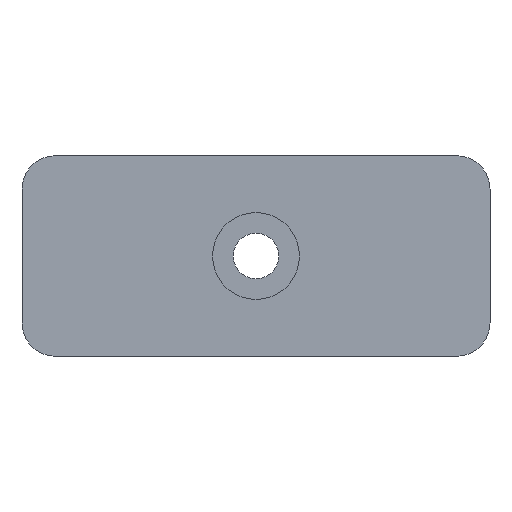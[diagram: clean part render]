
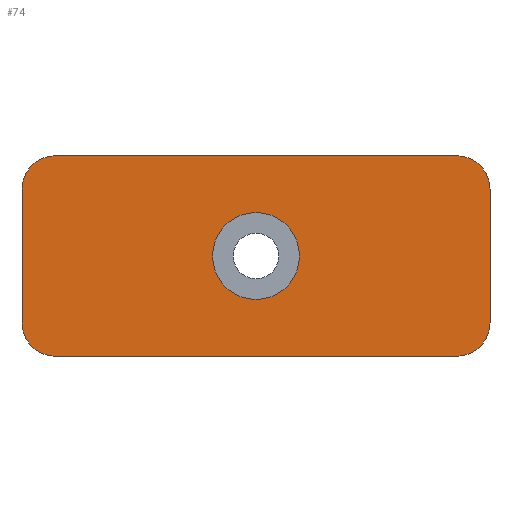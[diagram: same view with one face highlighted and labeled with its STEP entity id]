
A CAD part, front view. The second image highlights one B-rep face of the part: STEP entity #74.
In plain terms, the highlighted planar face has unit normal (0, -1, 0).
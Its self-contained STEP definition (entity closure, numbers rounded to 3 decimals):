
#1 = DIRECTION ( 'NONE',  ( 0., -1., 0. ) ) ;
#4 = VECTOR ( 'NONE', #78, 1000. ) ;
#7 = ORIENTED_EDGE ( 'NONE', *, *, #325, .T. ) ;
#8 = CARTESIAN_POINT ( 'NONE',  ( 0., 0., 0. ) ) ;
#13 = ORIENTED_EDGE ( 'NONE', *, *, #257, .F. ) ;
#24 = CIRCLE ( 'NONE', #453, 2.5 ) ;
#26 = CARTESIAN_POINT ( 'NONE',  ( 2.5, 0., -2.5 ) ) ;
#33 = DIRECTION ( 'NONE',  ( 0., 0., -1. ) ) ;
#37 = LINE ( 'NONE', #400, #4 ) ;
#41 = CARTESIAN_POINT ( 'NONE',  ( 2.5, 0., 0. ) ) ;
#42 = EDGE_CURVE ( 'NONE', #513, #344, #307, .T. ) ;
#43 = CARTESIAN_POINT ( 'NONE',  ( 0., 0., -12.5 ) ) ;
#47 = AXIS2_PLACEMENT_3D ( 'NONE', #500, #203, #248 ) ;
#54 = CARTESIAN_POINT ( 'NONE',  ( 32.5, 0., -12.5 ) ) ;
#57 = CIRCLE ( 'NONE', #361, 3.25 ) ;
#59 = ORIENTED_EDGE ( 'NONE', *, *, #135, .T. ) ;
#60 = ORIENTED_EDGE ( 'NONE', *, *, #122, .F. ) ;
#74 = ADVANCED_FACE ( 'NONE', ( #383, #180 ), #342, .T. ) ;
#78 = DIRECTION ( 'NONE',  ( 0., 0., 1. ) ) ;
#80 = CIRCLE ( 'NONE', #491, 2.5 ) ;
#84 = ORIENTED_EDGE ( 'NONE', *, *, #151, .F. ) ;
#92 = LINE ( 'NONE', #256, #306 ) ;
#93 = VERTEX_POINT ( 'NONE', #229 ) ;
#98 = DIRECTION ( 'NONE',  ( 0., 0., -1. ) ) ;
#101 = ORIENTED_EDGE ( 'NONE', *, *, #317, .F. ) ;
#102 = VECTOR ( 'NONE', #98, 1000. ) ;
#107 = CARTESIAN_POINT ( 'NONE',  ( 0., 0., -2.5 ) ) ;
#120 = DIRECTION ( 'NONE',  ( 1., 0., 0. ) ) ;
#122 = EDGE_CURVE ( 'NONE', #231, #204, #37, .T. ) ;
#135 = EDGE_CURVE ( 'NONE', #425, #204, #178, .T. ) ;
#137 = CARTESIAN_POINT ( 'NONE',  ( 0., 0., 0. ) ) ;
#146 = DIRECTION ( 'NONE',  ( 0., -1., 0. ) ) ;
#151 = EDGE_CURVE ( 'NONE', #153, #93, #57, .T. ) ;
#153 = VERTEX_POINT ( 'NONE', #530 ) ;
#156 = DIRECTION ( 'NONE',  ( 0., 0., -1. ) ) ;
#158 = EDGE_LOOP ( 'NONE', ( #60, #370, #101, #7, #208, #218, #435, #59 ) ) ;
#160 = CIRCLE ( 'NONE', #502, 2.5 ) ;
#166 = VERTEX_POINT ( 'NONE', #319 ) ;
#178 = CIRCLE ( 'NONE', #408, 2.5 ) ;
#180 = FACE_OUTER_BOUND ( 'NONE', #158, .T. ) ;
#190 = DIRECTION ( 'NONE',  ( 0., -1., 0. ) ) ;
#203 = DIRECTION ( 'NONE',  ( 0., -1., 0. ) ) ;
#204 = VERTEX_POINT ( 'NONE', #107 ) ;
#208 = ORIENTED_EDGE ( 'NONE', *, *, #42, .F. ) ;
#210 = LINE ( 'NONE', #8, #399 ) ;
#213 = DIRECTION ( 'NONE',  ( 0., -1., 0. ) ) ;
#218 = ORIENTED_EDGE ( 'NONE', *, *, #220, .T. ) ;
#220 = EDGE_CURVE ( 'NONE', #513, #166, #24, .T. ) ;
#223 = CARTESIAN_POINT ( 'NONE',  ( 35., 0., 0. ) ) ;
#229 = CARTESIAN_POINT ( 'NONE',  ( 17.5, 0., -10.75 ) ) ;
#231 = VERTEX_POINT ( 'NONE', #43 ) ;
#235 = CARTESIAN_POINT ( 'NONE',  ( 32.5, 0., -2.5 ) ) ;
#245 = DIRECTION ( 'NONE',  ( 0., 0., -1. ) ) ;
#248 = DIRECTION ( 'NONE',  ( 0., 0., -1. ) ) ;
#254 = CARTESIAN_POINT ( 'NONE',  ( 32.5, 0., -15. ) ) ;
#256 = CARTESIAN_POINT ( 'NONE',  ( 0., 0., -15. ) ) ;
#257 = EDGE_CURVE ( 'NONE', #93, #153, #451, .T. ) ;
#262 = VERTEX_POINT ( 'NONE', #254 ) ;
#289 = EDGE_CURVE ( 'NONE', #425, #166, #210, .T. ) ;
#306 = VECTOR ( 'NONE', #424, 1000. ) ;
#307 = LINE ( 'NONE', #223, #102 ) ;
#308 = VERTEX_POINT ( 'NONE', #376 ) ;
#317 = EDGE_CURVE ( 'NONE', #262, #308, #92, .T. ) ;
#319 = CARTESIAN_POINT ( 'NONE',  ( 32.5, 0., 0. ) ) ;
#325 = EDGE_CURVE ( 'NONE', #262, #344, #160, .T. ) ;
#337 = EDGE_LOOP ( 'NONE', ( #13, #84 ) ) ;
#339 = EDGE_CURVE ( 'NONE', #231, #308, #80, .T. ) ;
#342 = PLANE ( 'NONE',  #440 ) ;
#343 = CARTESIAN_POINT ( 'NONE',  ( 35., 0., -2.5 ) ) ;
#344 = VERTEX_POINT ( 'NONE', #457 ) ;
#354 = DIRECTION ( 'NONE',  ( 0., 0., -1. ) ) ;
#361 = AXIS2_PLACEMENT_3D ( 'NONE', #523, #404, #354 ) ;
#368 = CARTESIAN_POINT ( 'NONE',  ( 2.5, 0., -12.5 ) ) ;
#370 = ORIENTED_EDGE ( 'NONE', *, *, #339, .T. ) ;
#376 = CARTESIAN_POINT ( 'NONE',  ( 2.5, 0., -15. ) ) ;
#383 = FACE_BOUND ( 'NONE', #337, .T. ) ;
#393 = DIRECTION ( 'NONE',  ( 0., 0., -1. ) ) ;
#399 = VECTOR ( 'NONE', #120, 1000. ) ;
#400 = CARTESIAN_POINT ( 'NONE',  ( 0., 0., 0. ) ) ;
#404 = DIRECTION ( 'NONE',  ( 0., -1., 0. ) ) ;
#408 = AXIS2_PLACEMENT_3D ( 'NONE', #26, #190, #33 ) ;
#424 = DIRECTION ( 'NONE',  ( -1., 0., 0. ) ) ;
#425 = VERTEX_POINT ( 'NONE', #41 ) ;
#435 = ORIENTED_EDGE ( 'NONE', *, *, #289, .F. ) ;
#440 = AXIS2_PLACEMENT_3D ( 'NONE', #137, #514, #393 ) ;
#451 = CIRCLE ( 'NONE', #47, 3.25 ) ;
#453 = AXIS2_PLACEMENT_3D ( 'NONE', #235, #146, #482 ) ;
#457 = CARTESIAN_POINT ( 'NONE',  ( 35., 0., -12.5 ) ) ;
#482 = DIRECTION ( 'NONE',  ( 0., 0., -1. ) ) ;
#491 = AXIS2_PLACEMENT_3D ( 'NONE', #368, #1, #156 ) ;
#500 = CARTESIAN_POINT ( 'NONE',  ( 17.5, 0., -7.5 ) ) ;
#502 = AXIS2_PLACEMENT_3D ( 'NONE', #54, #213, #245 ) ;
#513 = VERTEX_POINT ( 'NONE', #343 ) ;
#514 = DIRECTION ( 'NONE',  ( 0., -1., 0. ) ) ;
#523 = CARTESIAN_POINT ( 'NONE',  ( 17.5, 0., -7.5 ) ) ;
#530 = CARTESIAN_POINT ( 'NONE',  ( 17.5, 0., -4.25 ) ) ;
